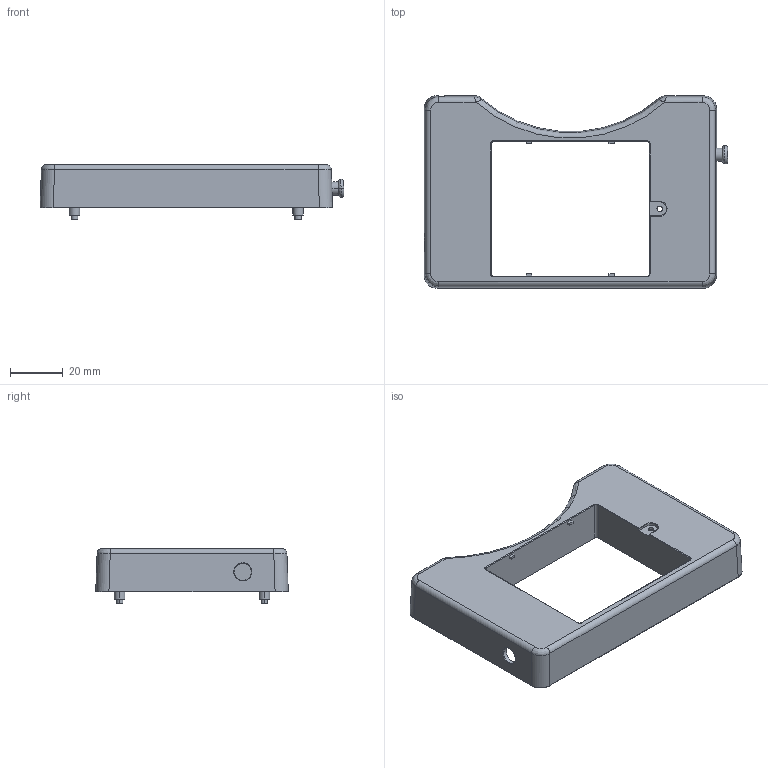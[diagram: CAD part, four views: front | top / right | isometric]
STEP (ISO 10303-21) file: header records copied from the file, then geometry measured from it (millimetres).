
FILE_DESCRIPTION(('CATIA V5 STEP Exchange'),'2;1');
FILE_NAME('Water Meter Enclosure 2_v02_Upper Cover.stp','2023-04-04T16:48:27+00:00',('none'),('none'),'CATIA Version 5 Release 20 GA (IN-10)','CATIA V5 STEP AP203 Edition 2','none');
FILE_SCHEMA(('AP203_CONFIGURATION_CONTROLLED_3D_DESIGN_OF_MECHANICAL_PARTS_AND_ASSEMBLIES_MIM_LF { 1 0 10303 403 2 1 2}'));
Length unit declared in the file: millimetre
Products named in the file (1): Water Meter Enclosure.1
Bounding box: 115.48 x 73.15 x 20.89 mm (x, y, z)
Volume: 21752.5 mm3; surface area: 29829.1 mm2
Topology: 1 solids, 1 shells, 299 faces, 811 edges, 525 vertices
Faces by surface type: plane 148, cylinder 99, bspline 27, torus 16, cone 7, sphere 2
Entity records: 10374 total; most frequent: CARTESIAN_POINT 3572, ORIENTED_EDGE 1610, DIRECTION 1023, EDGE_CURVE 805, VERTEX_POINT 525, VECTOR 470, LINE 470, AXIS2_PLACEMENT_3D 375
